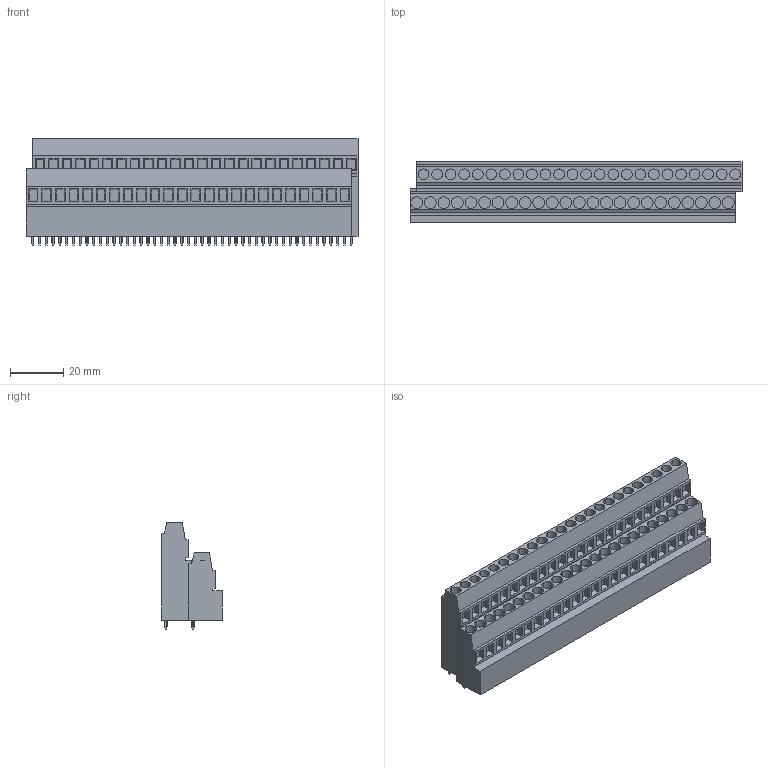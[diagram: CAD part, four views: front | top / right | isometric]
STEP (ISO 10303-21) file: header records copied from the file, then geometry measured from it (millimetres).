
FILE_DESCRIPTION(('CATIA V5 STEP Exchange','CAx-IF Rec.Pracs.--- Model Styling and Organization---1.2---2011-12-15'),'2;1');
FILE_NAME ('D1455744_0_1769460000_1769460000.stp','2018-09-06T17:16:44+00:00',('none'),('Weidmueller'),'CATIA Version 5-6 Release 2014','CATIA V5 STEP AP214','none');
FILE_SCHEMA(('AUTOMOTIVE_DESIGN { 1 0 10303 214 1 1 1 1 }'));
Length unit declared in the file: millimetre
Products named in the file (1): 1769460000
Bounding box: 124.46 x 22.8 x 40.1 mm (x, y, z)
Volume: 71968.1 mm3; surface area: 20563.1 mm2
Topology: 49 solids, 49 shells, 1083 faces, 2667 edges, 1778 vertices
Faces by surface type: plane 987, cylinder 96
Entity records: 29713 total; most frequent: CARTESIAN_POINT 5680, ORIENTED_EDGE 5334, DIRECTION 3983, EDGE_CURVE 2667, VECTOR 2091, LINE 2091, VERTEX_POINT 1778, EDGE_LOOP 1179
